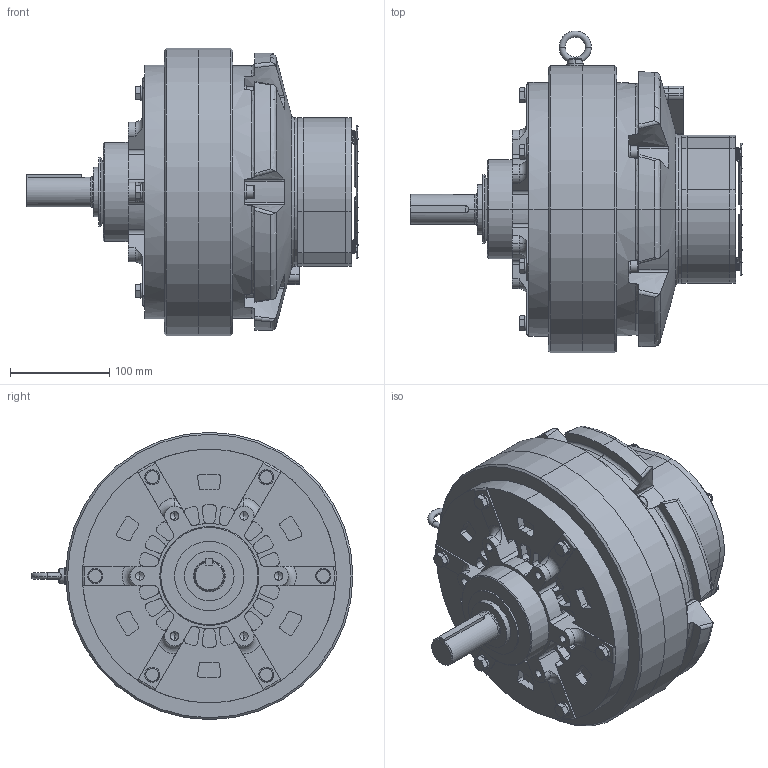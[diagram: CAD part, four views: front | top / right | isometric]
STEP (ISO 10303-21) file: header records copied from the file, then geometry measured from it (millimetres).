
FILE_DESCRIPTION (( 'STEP AP203' ), '1' );
FILE_NAME ('YPP616711.STEP', '2020-12-25T01:26:02', ( '' ), ( '' ), 'SwSTEP 2.0', 'SolidWorks 2016', '' );
FILE_SCHEMA (( 'CONFIG_CONTROL_DESIGN' ));
Length unit declared in the file: millimetre
Products named in the file (1): YPP616711
Bounding box: 334.99 x 324.9 x 290 mm (x, y, z)
Volume: 9961318.9 mm3; surface area: 629200.9 mm2
Topology: 47 solids, 47 shells, 904 faces, 2206 edges, 1393 vertices
Faces by surface type: cylinder 343, plane 331, torus 99, cone 95, bspline 36
Entity records: 28710 total; most frequent: CARTESIAN_POINT 7392, DIRECTION 4613, ORIENTED_EDGE 4356, EDGE_CURVE 2178, AXIS2_PLACEMENT_3D 1868, VERTEX_POINT 1393, CIRCLE 999, EDGE_LOOP 949
